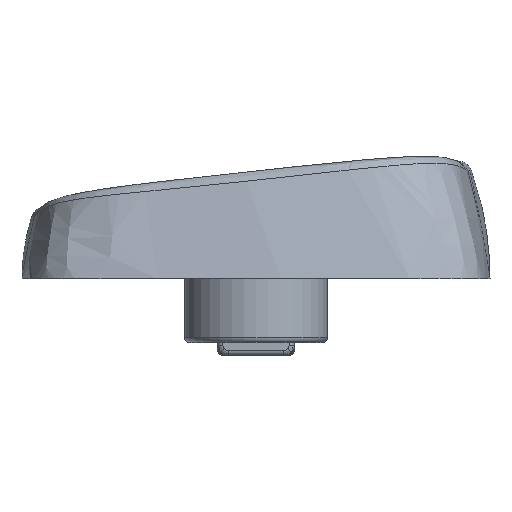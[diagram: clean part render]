
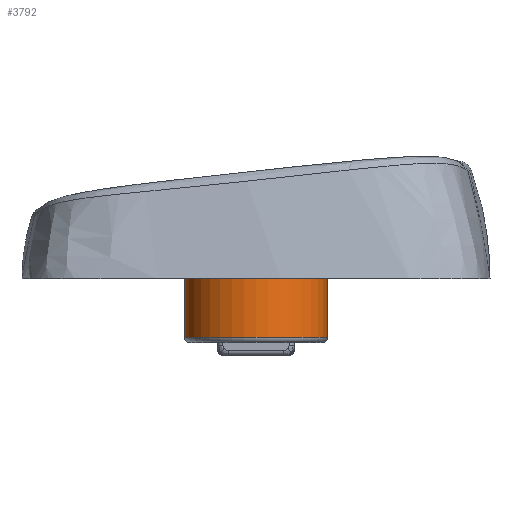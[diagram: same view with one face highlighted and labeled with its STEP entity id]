
A CAD part, left-side view. The second image highlights one B-rep face of the part: STEP entity #3792.
In plain terms, the highlighted cylindrical face has radius 2.75 mm (diameter 5.5 mm), a full revolution.
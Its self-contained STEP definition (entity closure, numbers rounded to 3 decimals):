
#80=CYLINDRICAL_SURFACE('',#4155,2.75);
#217=LINE('',#10091,#371);
#371=VECTOR('',#4941,2.75);
#625=FACE_OUTER_BOUND('',#844,.T.);
#844=EDGE_LOOP('',(#3175,#3176,#3177,#3178,#3179));
#1111=CIRCLE('',#4148,2.75);
#1112=CIRCLE('',#4149,2.75);
#1117=CIRCLE('',#4156,2.75);
#1585=VERTEX_POINT('',#10051);
#1586=VERTEX_POINT('',#10053);
#1603=VERTEX_POINT('',#10090);
#2146=EDGE_CURVE('',#1585,#1586,#1111,.T.);
#2147=EDGE_CURVE('',#1586,#1585,#1112,.T.);
#2164=EDGE_CURVE('',#1586,#1603,#217,.T.);
#2165=EDGE_CURVE('',#1603,#1603,#1117,.T.);
#3175=ORIENTED_EDGE('',*,*,#2147,.F.);
#3176=ORIENTED_EDGE('',*,*,#2164,.T.);
#3177=ORIENTED_EDGE('',*,*,#2165,.F.);
#3178=ORIENTED_EDGE('',*,*,#2164,.F.);
#3179=ORIENTED_EDGE('',*,*,#2146,.F.);
#3792=ADVANCED_FACE('',(#625),#80,.T.);
#4148=AXIS2_PLACEMENT_3D('',#10054,#4913,#4914);
#4149=AXIS2_PLACEMENT_3D('',#10055,#4915,#4916);
#4155=AXIS2_PLACEMENT_3D('',#10089,#4939,#4940);
#4156=AXIS2_PLACEMENT_3D('',#10092,#4942,#4943);
#4913=DIRECTION('center_axis',(0.,0.,
-1.));
#4914=DIRECTION('ref_axis',(1.,0.,0.));
#4915=DIRECTION('center_axis',(0.,0.,
-1.));
#4916=DIRECTION('ref_axis',(1.,0.,0.));
#4939=DIRECTION('center_axis',(0.,0.,
-1.));
#4940=DIRECTION('ref_axis',(1.,0.,0.));
#4941=DIRECTION('',(0.,0.,1.));
#4942=DIRECTION('center_axis',(0.,0.,
1.));
#4943=DIRECTION('ref_axis',(1.,0.,0.));
#10051=CARTESIAN_POINT('',(-9.249,0.,-3.1));
#10053=CARTESIAN_POINT('',(-14.749,0.,-3.1));
#10054=CARTESIAN_POINT('Origin',(-11.999,0.,
-3.1));
#10055=CARTESIAN_POINT('Origin',(-11.999,0.,
-3.1));
#10089=CARTESIAN_POINT('Origin',(-11.999,0.,
0.));
#10090=CARTESIAN_POINT('',(-14.749,0.,-0.25));
#10091=CARTESIAN_POINT('',(-14.749,0.,0.));
#10092=CARTESIAN_POINT('Origin',(-11.999,0.,
-0.25));
